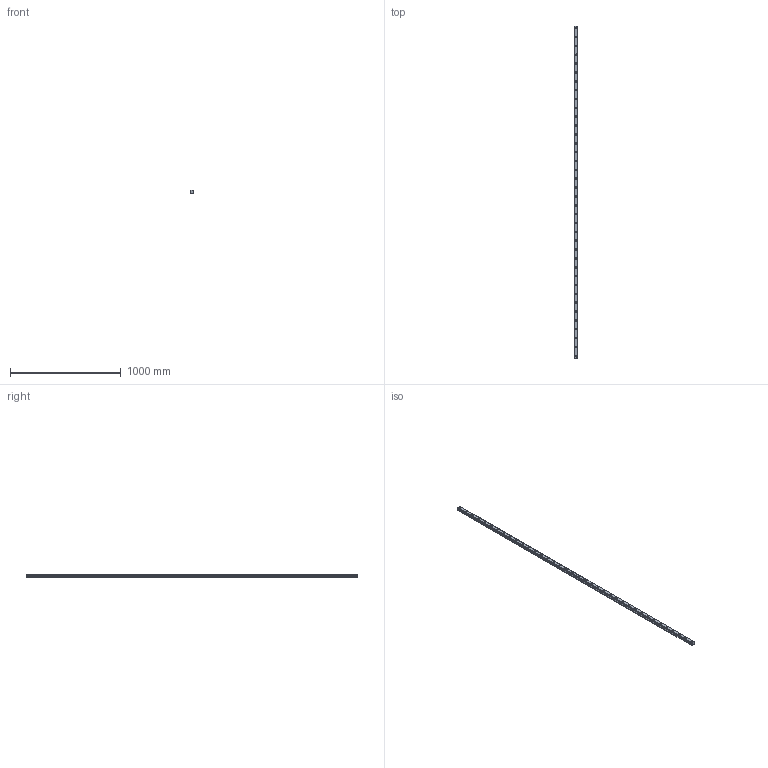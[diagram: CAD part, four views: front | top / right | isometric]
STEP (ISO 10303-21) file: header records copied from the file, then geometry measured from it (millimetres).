
FILE_DESCRIPTION(/* description */ (''),/* implementation_level */ '2;1');
FILE_NAME(/* name */ 'R100-NTRH35L-001.stp',/* time_stamp */ '2018-04-05T09:36:12+02:00',/* author */ ('JvDrunen'),/* organization */ (''),/* preprocessor_version */ 'ST-DEVELOPER v16.5',/* originating_system */ 'Autodesk Inventor 2017',/* authorisation */ '');
FILE_SCHEMA (('AUTOMOTIVE_DESIGN { 1 0 10303 214 3 1 1 }'));
Length unit declared in the file: millimetre
Products named in the file (1): Q100088
Bounding box: 34 x 3000 x 29 mm (x, y, z)
Volume: 2482538.3 mm3; surface area: 427890.4 mm2
Topology: 1 solids, 1 shells, 134 faces, 282 edges, 188 vertices
Faces by surface type: cylinder 80, plane 54
Full cylindrical faces by diameter (mm): 9 x38, 14 x38
Entity records: 3468 total; most frequent: DIRECTION 636, CARTESIAN_POINT 529, ORIENTED_EDGE 412, EDGE_LOOP 324, AXIS2_PLACEMENT_3D 295, EDGE_CURVE 206, FACE_BOUND 190, VERTEX_POINT 188
